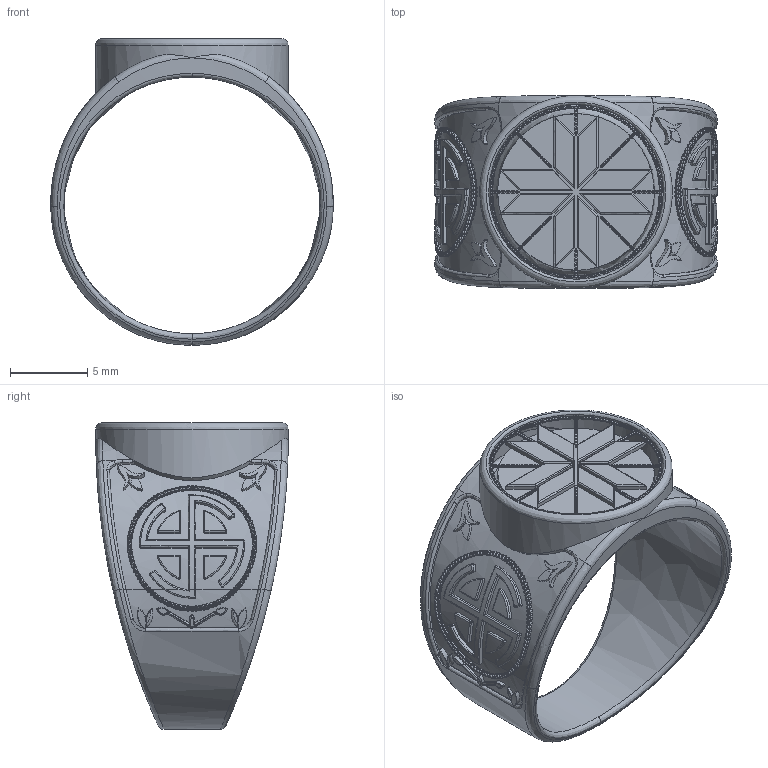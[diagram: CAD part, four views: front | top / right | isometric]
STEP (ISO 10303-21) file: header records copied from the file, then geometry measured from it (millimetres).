
FILE_DESCRIPTION(('FreeCAD Model'),'2;1');
FILE_NAME('Open CASCADE Shape Model','2025-04-27T21:08:52',('FreeCAD'),( 'FreeCAD'),'Open CASCADE STEP processor 7.6','FreeCAD','Unknown');
FILE_SCHEMA(('AUTOMOTIVE_DESIGN { 1 0 10303 214 1 1 1 1 }'));
Products named in the file (1): Open CASCADE STEP translator 7.6 1
Bounding box: 18.33 x 12.49 x 19.91 mm (x, y, z)
Volume: 501.3 mm3; surface area: 1426.3 mm2
Topology: 1 solids, 1 shells, 2240 faces, 6575 edges, 3848 vertices
Faces by surface type: bspline 2240
Entity records: 126858 total; most frequent: CARTESIAN_POINT 93759, ORIENTED_EDGE 11530, EDGE_CURVE 5765, B_SPLINE_CURVE_WITH_KNOTS 3980, VERTEX_POINT 3605, FACE_BOUND 2566, EDGE_LOOP 2566, ADVANCED_FACE 2240
